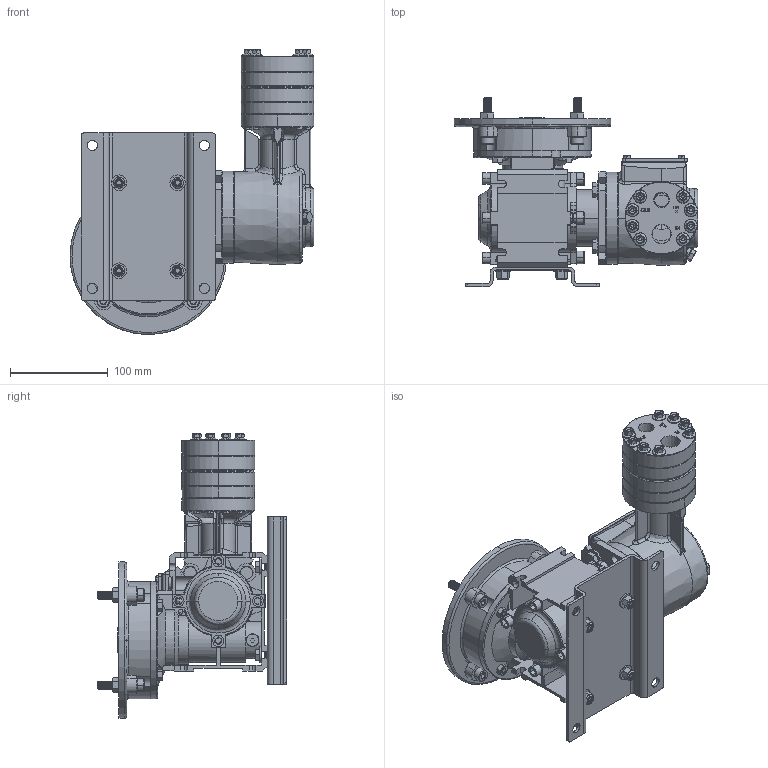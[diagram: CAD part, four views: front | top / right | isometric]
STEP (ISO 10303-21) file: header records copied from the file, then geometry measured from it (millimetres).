
FILE_DESCRIPTION (( 'STEP AP214' ), '1' );
FILE_NAME ('P100 METALLIC IEC71B5.STEP', '2018-07-26T19:34:44', ( '' ), ( '' ), 'SwSTEP 2.0', 'SolidWorks 2017', '' );
FILE_SCHEMA (( 'AUTOMOTIVE_DESIGN' ));
Length unit declared in the file: inch
Products named in the file (1): P100 METALLIC IEC71B5
Bounding box: 249.2 x 193.31 x 291.13 mm (x, y, z)
Surface area: 368456.3 mm2 (no closed solid volume)
Topology: 0 solids, 130 shells, 1877 faces, 5737 edges, 3895 vertices
Faces by surface type: cylinder 723, plane 588, cone 274, bspline 159, torus 107, sphere 26
Entity records: 110162 total; most frequent: CARTESIAN_POINT 38326, ORIENTED_EDGE 9819, DIRECTION 9385, EDGE_CURVE 5724, VERTEX_POINT 3895, AXIS2_PLACEMENT_3D 3627, LINE 2131, VECTOR 2131
